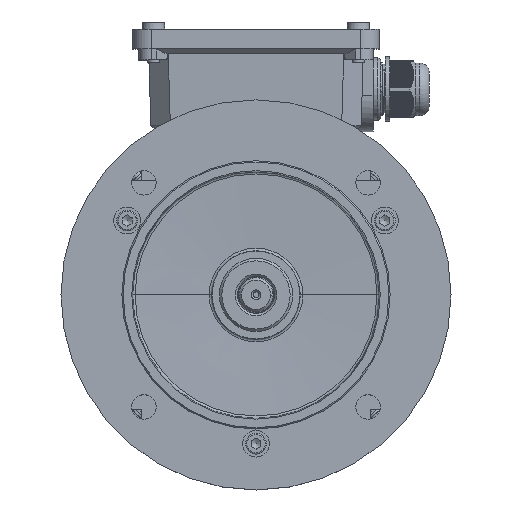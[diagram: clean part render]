
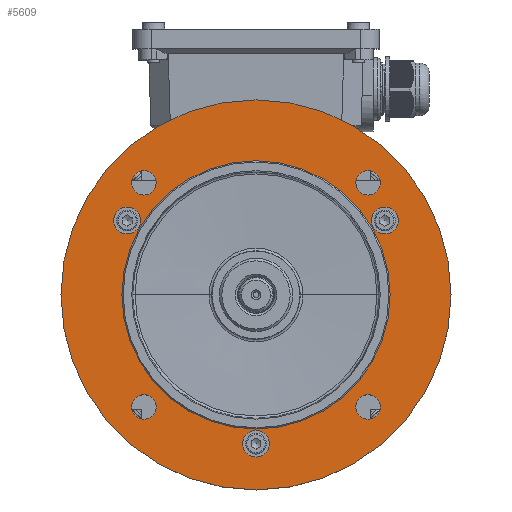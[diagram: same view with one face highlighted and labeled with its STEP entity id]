
A CAD part, top view. The second image highlights one B-rep face of the part: STEP entity #5609.
In plain terms, the highlighted planar face has unit normal (0, 0, 1).
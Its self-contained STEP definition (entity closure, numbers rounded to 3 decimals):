
#1835=PLANE('',#62446);
#2799=FACE_BOUND('',#12971,.T.);
#2800=FACE_BOUND('',#12972,.T.);
#2801=FACE_BOUND('',#12973,.T.);
#2802=FACE_BOUND('',#12974,.T.);
#2803=FACE_BOUND('',#12975,.T.);
#2804=FACE_BOUND('',#12976,.T.);
#2805=FACE_BOUND('',#12977,.T.);
#2806=FACE_BOUND('',#12978,.T.);
#2807=FACE_BOUND('',#12979,.T.);
#5609=ADVANCED_FACE('',(#2799,#2800,#2801,#2802,#2803,#2804,#2805,#2806,
#2807),#1835,.T.);
#12971=EDGE_LOOP('',(#35963,#35964));
#12972=EDGE_LOOP('',(#35965,#35966));
#12973=EDGE_LOOP('',(#35967,#35968));
#12974=EDGE_LOOP('',(#35969,#35970));
#12975=EDGE_LOOP('',(#35971,#35972));
#12976=EDGE_LOOP('',(#35973,#35974));
#12977=EDGE_LOOP('',(#35975,#35976));
#12978=EDGE_LOOP('',(#35977,#35978));
#12979=EDGE_LOOP('',(#35979,#35980));
#35963=ORIENTED_EDGE('',*,*,#53085,.F.);
#35964=ORIENTED_EDGE('',*,*,#53386,.F.);
#35965=ORIENTED_EDGE('',*,*,#53387,.F.);
#35966=ORIENTED_EDGE('',*,*,#53032,.F.);
#35967=ORIENTED_EDGE('',*,*,#53036,.F.);
#35968=ORIENTED_EDGE('',*,*,#53388,.F.);
#35969=ORIENTED_EDGE('',*,*,#53389,.F.);
#35970=ORIENTED_EDGE('',*,*,#53040,.F.);
#35971=ORIENTED_EDGE('',*,*,#53042,.F.);
#35972=ORIENTED_EDGE('',*,*,#53390,.F.);
#35973=ORIENTED_EDGE('',*,*,#53046,.F.);
#35974=ORIENTED_EDGE('',*,*,#53391,.F.);
#35975=ORIENTED_EDGE('',*,*,#53050,.F.);
#35976=ORIENTED_EDGE('',*,*,#53392,.F.);
#35977=ORIENTED_EDGE('',*,*,#53054,.F.);
#35978=ORIENTED_EDGE('',*,*,#53393,.F.);
#35979=ORIENTED_EDGE('',*,*,#53088,.T.);
#35980=ORIENTED_EDGE('',*,*,#53385,.T.);
#45574=VERTEX_POINT('',#99120);
#45575=VERTEX_POINT('',#99122);
#45578=VERTEX_POINT('',#99129);
#45579=VERTEX_POINT('',#99131);
#45582=VERTEX_POINT('',#99138);
#45583=VERTEX_POINT('',#99140);
#45584=VERTEX_POINT('',#99144);
#45585=VERTEX_POINT('',#99145);
#45588=VERTEX_POINT('',#99153);
#45589=VERTEX_POINT('',#99154);
#45592=VERTEX_POINT('',#99162);
#45593=VERTEX_POINT('',#99163);
#45596=VERTEX_POINT('',#99171);
#45597=VERTEX_POINT('',#99172);
#45625=VERTEX_POINT('',#99235);
#45627=VERTEX_POINT('',#99239);
#45630=VERTEX_POINT('',#99246);
#45631=VERTEX_POINT('',#99248);
#53032=EDGE_CURVE('',#45574,#45575,#57690,.T.);
#53036=EDGE_CURVE('',#45578,#45579,#57692,.T.);
#53040=EDGE_CURVE('',#45582,#45583,#57694,.T.);
#53042=EDGE_CURVE('',#45584,#45585,#57695,.T.);
#53046=EDGE_CURVE('',#45588,#45589,#57697,.T.);
#53050=EDGE_CURVE('',#45592,#45593,#57699,.T.);
#53054=EDGE_CURVE('',#45596,#45597,#57701,.T.);
#53085=EDGE_CURVE('',#45627,#45625,#57716,.T.);
#53088=EDGE_CURVE('',#45631,#45630,#57718,.T.);
#53385=EDGE_CURVE('',#45630,#45631,#57891,.T.);
#53386=EDGE_CURVE('',#45625,#45627,#57892,.T.);
#53387=EDGE_CURVE('',#45575,#45574,#57893,.T.);
#53388=EDGE_CURVE('',#45579,#45578,#57894,.T.);
#53389=EDGE_CURVE('',#45583,#45582,#57895,.T.);
#53390=EDGE_CURVE('',#45585,#45584,#57896,.T.);
#53391=EDGE_CURVE('',#45589,#45588,#57897,.T.);
#53392=EDGE_CURVE('',#45593,#45592,#57898,.T.);
#53393=EDGE_CURVE('',#45597,#45596,#57899,.T.);
#57690=CIRCLE('',#62151,5.5);
#57692=CIRCLE('',#62154,5.5);
#57694=CIRCLE('',#62157,5.5);
#57695=CIRCLE('',#62159,5.);
#57697=CIRCLE('',#62162,5.);
#57699=CIRCLE('',#62165,5.);
#57701=CIRCLE('',#62168,5.);
#57716=CIRCLE('',#62190,55.);
#57718=CIRCLE('',#62193,80.);
#57891=CIRCLE('',#62436,80.);
#57892=CIRCLE('',#62438,55.);
#57893=CIRCLE('',#62439,5.5);
#57894=CIRCLE('',#62440,5.5);
#57895=CIRCLE('',#62441,5.5);
#57896=CIRCLE('',#62442,5.);
#57897=CIRCLE('',#62443,5.);
#57898=CIRCLE('',#62444,5.);
#57899=CIRCLE('',#62445,5.);
#62151=AXIS2_PLACEMENT_3D('',#99121,#74039,#74040);
#62154=AXIS2_PLACEMENT_3D('',#99130,#74047,#74048);
#62157=AXIS2_PLACEMENT_3D('',#99139,#74055,#74056);
#62159=AXIS2_PLACEMENT_3D('',#99143,#74060,#74061);
#62162=AXIS2_PLACEMENT_3D('',#99152,#74068,#74069);
#62165=AXIS2_PLACEMENT_3D('',#99161,#74076,#74077);
#62168=AXIS2_PLACEMENT_3D('',#99170,#74084,#74085);
#62190=AXIS2_PLACEMENT_3D('',#99240,#74144,#74145);
#62193=AXIS2_PLACEMENT_3D('',#99247,#74151,#74152);
#62436=AXIS2_PLACEMENT_3D('',#99865,#74749,#74750);
#62438=AXIS2_PLACEMENT_3D('',#99867,#74753,#74754);
#62439=AXIS2_PLACEMENT_3D('',#99868,#74755,#74756);
#62440=AXIS2_PLACEMENT_3D('',#99869,#74757,#74758);
#62441=AXIS2_PLACEMENT_3D('',#99870,#74759,#74760);
#62442=AXIS2_PLACEMENT_3D('',#99871,#74761,#74762);
#62443=AXIS2_PLACEMENT_3D('',#99872,#74763,#74764);
#62444=AXIS2_PLACEMENT_3D('',#99873,#74765,#74766);
#62445=AXIS2_PLACEMENT_3D('',#99874,#74767,#74768);
#62446=AXIS2_PLACEMENT_3D('',#99875,#74769,#74770);
#74039=DIRECTION('',(0.,0.,1.));
#74040=DIRECTION('',(1.,0.,0.));
#74047=DIRECTION('',(0.,0.,1.));
#74048=DIRECTION('',(1.,0.,0.));
#74055=DIRECTION('',(0.,0.,1.));
#74056=DIRECTION('',(1.,0.,0.));
#74060=DIRECTION('',(0.,0.,1.));
#74061=DIRECTION('',(1.,0.,0.));
#74068=DIRECTION('',(0.,0.,1.));
#74069=DIRECTION('',(1.,0.,0.));
#74076=DIRECTION('',(0.,0.,1.));
#74077=DIRECTION('',(1.,0.,0.));
#74084=DIRECTION('',(0.,0.,1.));
#74085=DIRECTION('',(1.,0.,0.));
#74144=DIRECTION('',(0.,0.,1.));
#74145=DIRECTION('',(1.,0.,0.));
#74151=DIRECTION('',(0.,0.,1.));
#74152=DIRECTION('',(1.,0.,0.));
#74749=DIRECTION('',(0.,0.,1.));
#74750=DIRECTION('',(1.,0.,0.));
#74753=DIRECTION('',(0.,0.,1.));
#74754=DIRECTION('',(1.,0.,0.));
#74755=DIRECTION('',(0.,0.,1.));
#74756=DIRECTION('',(1.,0.,0.));
#74757=DIRECTION('',(0.,0.,1.));
#74758=DIRECTION('',(1.,0.,0.));
#74759=DIRECTION('',(0.,0.,1.));
#74760=DIRECTION('',(1.,0.,0.));
#74761=DIRECTION('',(0.,0.,1.));
#74762=DIRECTION('',(1.,0.,0.));
#74763=DIRECTION('',(0.,0.,1.));
#74764=DIRECTION('',(1.,0.,0.));
#74765=DIRECTION('',(0.,0.,1.));
#74766=DIRECTION('',(1.,0.,0.));
#74767=DIRECTION('',(0.,0.,1.));
#74768=DIRECTION('',(1.,0.,0.));
#74769=DIRECTION('',(0.,0.,1.));
#74770=DIRECTION('',(1.,0.,0.));
#99120=CARTESIAN_POINT('',(-134.067,31.901,90.));
#99121=CARTESIAN_POINT('',(-139.567,31.901,90.));
#99122=CARTESIAN_POINT('',(-145.067,31.901,90.));
#99129=CARTESIAN_POINT('',(-239.722,31.901,90.));
#99130=CARTESIAN_POINT('',(-245.222,31.901,90.));
#99131=CARTESIAN_POINT('',(-250.722,31.901,90.));
#99138=CARTESIAN_POINT('',(-186.895,-59.599,90.));
#99139=CARTESIAN_POINT('',(-192.395,-59.599,90.));
#99140=CARTESIAN_POINT('',(-197.895,-59.599,90.));
#99143=CARTESIAN_POINT('',(-146.433,-44.561,90.));
#99144=CARTESIAN_POINT('',(-141.433,-44.561,90.));
#99145=CARTESIAN_POINT('',(-151.433,-44.561,90.));
#99152=CARTESIAN_POINT('',(-238.357,-44.561,90.));
#99153=CARTESIAN_POINT('',(-233.357,-44.561,90.));
#99154=CARTESIAN_POINT('',(-243.357,-44.561,90.));
#99161=CARTESIAN_POINT('',(-238.357,47.363,90.));
#99162=CARTESIAN_POINT('',(-233.357,47.363,90.));
#99163=CARTESIAN_POINT('',(-243.357,47.363,90.));
#99170=CARTESIAN_POINT('',(-146.433,47.363,90.));
#99171=CARTESIAN_POINT('',(-141.433,47.363,90.));
#99172=CARTESIAN_POINT('',(-151.433,47.363,90.));
#99235=CARTESIAN_POINT('',(-137.395,1.401,90.));
#99239=CARTESIAN_POINT('',(-247.395,1.401,90.));
#99240=CARTESIAN_POINT('',(-192.395,1.401,90.));
#99246=CARTESIAN_POINT('',(-112.395,1.401,90.));
#99247=CARTESIAN_POINT('',(-192.395,1.401,90.));
#99248=CARTESIAN_POINT('',(-272.395,1.401,90.));
#99865=CARTESIAN_POINT('',(-192.395,1.401,90.));
#99867=CARTESIAN_POINT('',(-192.395,1.401,90.));
#99868=CARTESIAN_POINT('',(-139.567,31.901,90.));
#99869=CARTESIAN_POINT('',(-245.222,31.901,90.));
#99870=CARTESIAN_POINT('',(-192.395,-59.599,90.));
#99871=CARTESIAN_POINT('',(-146.433,-44.561,90.));
#99872=CARTESIAN_POINT('',(-238.357,-44.561,90.));
#99873=CARTESIAN_POINT('',(-238.357,47.363,90.));
#99874=CARTESIAN_POINT('',(-146.433,47.363,90.));
#99875=CARTESIAN_POINT('',(-192.395,81.401,90.));
